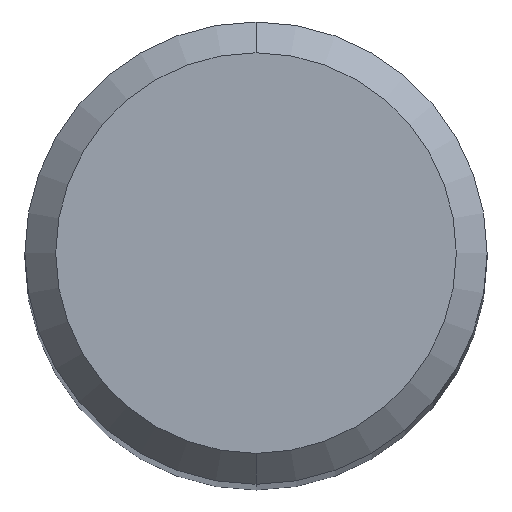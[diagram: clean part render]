
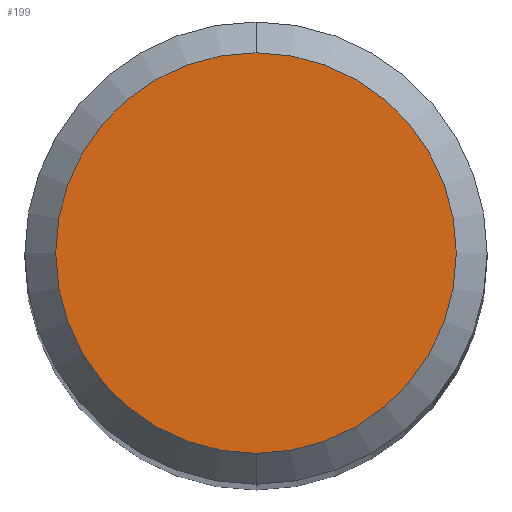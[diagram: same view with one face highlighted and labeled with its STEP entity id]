
A CAD part, top view. The second image highlights one B-rep face of the part: STEP entity #199.
In plain terms, the highlighted planar face has unit normal (0, 0, 1).
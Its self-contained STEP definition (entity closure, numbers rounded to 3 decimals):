
#199=ADVANCED_FACE('',(#532),#533,.T.);
#231=VERTEX_POINT('',#572);
#247=EDGE_CURVE('',#383,#231,#590,.T.);
#383=VERTEX_POINT('',#737);
#465=EDGE_CURVE('',#231,#383,#828,.T.);
#532=FACE_OUTER_BOUND('',#897,.T.);
#533=PLANE('',#898);
#572=CARTESIAN_POINT('',(0.0,2.6,0.0));
#590=CIRCLE('',#983,2.6);
#737=CARTESIAN_POINT('',(0.,-2.6,0.0));
#828=CIRCLE('',#1488,2.6);
#897=EDGE_LOOP('',(#1562,#1563));
#898=AXIS2_PLACEMENT_3D('',#1564,#1565,#1566);
#983=AXIS2_PLACEMENT_3D('',#1644,#1645,#1646);
#1488=AXIS2_PLACEMENT_3D('',#1900,#1901,#1902);
#1562=ORIENTED_EDGE('',*,*,#465,.F.);
#1563=ORIENTED_EDGE('',*,*,#247,.F.);
#1564=CARTESIAN_POINT('',(0.0,1.3,0.0));
#1565=DIRECTION('',(-0.0,0.0,1.0));
#1566=DIRECTION('',(0.0,-1.0,0.0));
#1644=CARTESIAN_POINT('',(0.0,0.0,0.0));
#1645=DIRECTION('',(0.0,0.0,-1.0));
#1646=DIRECTION('',(0.0,1.0,0.0));
#1900=CARTESIAN_POINT('',(0.0,0.0,0.0));
#1901=DIRECTION('',(0.0,0.0,-1.0));
#1902=DIRECTION('',(0.0,1.0,0.0));
